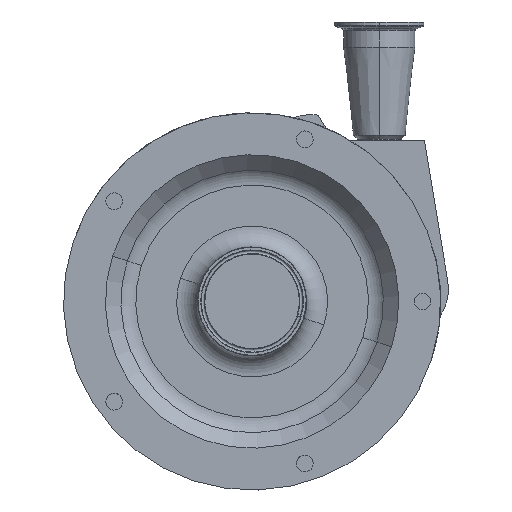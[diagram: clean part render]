
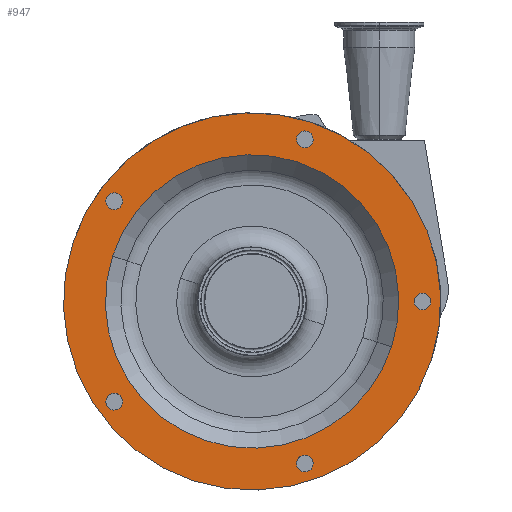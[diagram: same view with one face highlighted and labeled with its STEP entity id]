
A CAD part, top view. The second image highlights one B-rep face of the part: STEP entity #947.
In plain terms, the highlighted planar face has unit normal (0, 0, 1).
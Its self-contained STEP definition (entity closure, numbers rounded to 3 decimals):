
#65 = AXIS2_PLACEMENT_3D ( 'NONE', #16990, #15500, #10367 ) ;
#219 = CARTESIAN_POINT ( 'NONE',  ( -98.7, -71.71, 222. ) ) ;
#320 = VERTEX_POINT ( 'NONE', #13234 ) ;
#363 = EDGE_CURVE ( 'NONE', #7202, #9898, #13462, .T. ) ;
#556 = EDGE_LOOP ( 'NONE', ( #16678, #14650 ) ) ;
#664 = DIRECTION ( 'NONE',  ( -0.951, -0.309, 0. ) ) ;
#746 = FACE_BOUND ( 'NONE', #4496, .T. ) ;
#748 = DIRECTION ( 'NONE',  ( 0., 0., 1. ) ) ;
#793 = AXIS2_PLACEMENT_3D ( 'NONE', #4926, #15703, #15618 ) ;
#816 = AXIS2_PLACEMENT_3D ( 'NONE', #6179, #5936, #13791 ) ;
#947 = ADVANCED_FACE ( 'NONE', ( #8671, #6228, #13995, #6140, #12686, #746, #11545 ), #4940, .F. ) ;
#1166 = EDGE_CURVE ( 'NONE', #9898, #7202, #9869, .T. ) ;
#1288 = AXIS2_PLACEMENT_3D ( 'NONE', #7650, #12973, #16980 ) ;
#1306 = VERTEX_POINT ( 'NONE', #6647 ) ;
#1426 = EDGE_CURVE ( 'NONE', #1869, #15535, #9325, .T. ) ;
#1429 = AXIS2_PLACEMENT_3D ( 'NONE', #5257, #748, #664 ) ;
#1563 = CIRCLE ( 'NONE', #1288, 6. ) ;
#1803 = ORIENTED_EDGE ( 'NONE', *, *, #3362, .F. ) ;
#1869 = VERTEX_POINT ( 'NONE', #16274 ) ;
#1947 = DIRECTION ( 'NONE',  ( 0.951, -0.309, 0. ) ) ;
#2113 = CARTESIAN_POINT ( 'NONE',  ( 43.406, 114.175, 222. ) ) ;
#2179 = CIRCLE ( 'NONE', #793, 6. ) ;
#2214 = VERTEX_POINT ( 'NONE', #2113 ) ;
#2229 = EDGE_LOOP ( 'NONE', ( #6648, #1803 ) ) ;
#2361 = AXIS2_PLACEMENT_3D ( 'NONE', #14071, #3450, #12850 ) ;
#2521 = ORIENTED_EDGE ( 'NONE', *, *, #8554, .F. ) ;
#2617 = DIRECTION ( 'NONE',  ( 0., -1., 0. ) ) ;
#2890 = DIRECTION ( 'NONE',  ( 0., 0., 1. ) ) ;
#2917 = AXIS2_PLACEMENT_3D ( 'NONE', #3539, #8500, #8828 ) ;
#3067 = CIRCLE ( 'NONE', #5281, 6. ) ;
#3188 = CARTESIAN_POINT ( 'NONE',  ( 122., 6., 222. ) ) ;
#3362 = EDGE_CURVE ( 'NONE', #4338, #13733, #11953, .T. ) ;
#3450 = DIRECTION ( 'NONE',  ( 0., 0., 1. ) ) ;
#3518 = CARTESIAN_POINT ( 'NONE',  ( -98.7, 71.71, 222. ) ) ;
#3531 = EDGE_CURVE ( 'NONE', #15535, #1869, #8871, .T. ) ;
#3539 = CARTESIAN_POINT ( 'NONE',  ( 12.052, 37.091, 222. ) ) ;
#3728 = EDGE_CURVE ( 'NONE', #2214, #11977, #3067, .T. ) ;
#3793 = EDGE_LOOP ( 'NONE', ( #8035, #16921 ) ) ;
#4094 = CIRCLE ( 'NONE', #14926, 6. ) ;
#4102 = DIRECTION ( 'NONE',  ( 0., 0., 1. ) ) ;
#4321 = CARTESIAN_POINT ( 'NONE',  ( 0., 0., 222. ) ) ;
#4338 = VERTEX_POINT ( 'NONE', #14061 ) ;
#4496 = EDGE_LOOP ( 'NONE', ( #14983, #8653 ) ) ;
#4562 = CARTESIAN_POINT ( 'NONE',  ( 122., -6., 222. ) ) ;
#4631 = DIRECTION ( 'NONE',  ( 0., 0., 1. ) ) ;
#4905 = CARTESIAN_POINT ( 'NONE',  ( 0., 0., 222. ) ) ;
#4926 = CARTESIAN_POINT ( 'NONE',  ( 37.7, 116.029, 222. ) ) ;
#4940 = PLANE ( 'NONE',  #2917 ) ;
#5079 = DIRECTION ( 'NONE',  ( 0., 0., 1. ) ) ;
#5257 = CARTESIAN_POINT ( 'NONE',  ( 37.7, -116.029, 222. ) ) ;
#5281 = AXIS2_PLACEMENT_3D ( 'NONE', #9312, #2890, #15854 ) ;
#5478 = EDGE_LOOP ( 'NONE', ( #16266, #15547 ) ) ;
#5626 = CARTESIAN_POINT ( 'NONE',  ( -102.227, -66.856, 222. ) ) ;
#5816 = CARTESIAN_POINT ( 'NONE',  ( 99.861, -32.447, 222. ) ) ;
#5843 = ORIENTED_EDGE ( 'NONE', *, *, #13033, .F. ) ;
#5936 = DIRECTION ( 'NONE',  ( 0., 0., 1. ) ) ;
#6061 = EDGE_LOOP ( 'NONE', ( #12290, #11047 ) ) ;
#6140 = FACE_BOUND ( 'NONE', #3793, .T. ) ;
#6179 = CARTESIAN_POINT ( 'NONE',  ( -98.7, 71.71, 222. ) ) ;
#6228 = FACE_BOUND ( 'NONE', #5478, .T. ) ;
#6647 = CARTESIAN_POINT ( 'NONE',  ( 43.406, -114.175, 222. ) ) ;
#6648 = ORIENTED_EDGE ( 'NONE', *, *, #6969, .F. ) ;
#6855 = DIRECTION ( 'NONE',  ( -0.588, 0.809, 0. ) ) ;
#6952 = DIRECTION ( 'NONE',  ( -0.588, 0.809, 0. ) ) ;
#6969 = EDGE_CURVE ( 'NONE', #13733, #4338, #7027, .T. ) ;
#7027 = CIRCLE ( 'NONE', #15093, 6. ) ;
#7202 = VERTEX_POINT ( 'NONE', #4562 ) ;
#7228 = CARTESIAN_POINT ( 'NONE',  ( 0., 0., 222. ) ) ;
#7377 = EDGE_CURVE ( 'NONE', #15963, #15329, #17049, .T. ) ;
#7427 = CARTESIAN_POINT ( 'NONE',  ( -128.393, 41.717, 222. ) ) ;
#7650 = CARTESIAN_POINT ( 'NONE',  ( 37.7, -116.029, 222. ) ) ;
#8035 = ORIENTED_EDGE ( 'NONE', *, *, #8342, .F. ) ;
#8300 = DIRECTION ( 'NONE',  ( 0., 0., 1. ) ) ;
#8342 = EDGE_CURVE ( 'NONE', #12243, #320, #10042, .T. ) ;
#8405 = CIRCLE ( 'NONE', #10620, 135. ) ;
#8500 = DIRECTION ( 'NONE',  ( 0., 0., -1. ) ) ;
#8554 = EDGE_CURVE ( 'NONE', #13506, #1306, #10612, .T. ) ;
#8614 = EDGE_LOOP ( 'NONE', ( #2521, #5843 ) ) ;
#8653 = ORIENTED_EDGE ( 'NONE', *, *, #16035, .F. ) ;
#8671 = FACE_OUTER_BOUND ( 'NONE', #556, .T. ) ;
#8730 = DIRECTION ( 'NONE',  ( 0.588, 0.809, 0. ) ) ;
#8828 = DIRECTION ( 'NONE',  ( 0., -1., 0. ) ) ;
#8871 = CIRCLE ( 'NONE', #12507, 105. ) ;
#8892 = DIRECTION ( 'NONE',  ( 0., 0., 1. ) ) ;
#9163 = EDGE_CURVE ( 'NONE', #15329, #15963, #8405, .T. ) ;
#9312 = CARTESIAN_POINT ( 'NONE',  ( 37.7, 116.029, 222. ) ) ;
#9325 = CIRCLE ( 'NONE', #13799, 105. ) ;
#9561 = AXIS2_PLACEMENT_3D ( 'NONE', #14539, #4102, #2617 ) ;
#9731 = DIRECTION ( 'NONE',  ( 0., 0., 1. ) ) ;
#9869 = CIRCLE ( 'NONE', #2361, 6. ) ;
#9898 = VERTEX_POINT ( 'NONE', #3188 ) ;
#10008 = DIRECTION ( 'NONE',  ( 0.951, -0.309, 0. ) ) ;
#10042 = CIRCLE ( 'NONE', #11987, 6. ) ;
#10193 = DIRECTION ( 'NONE',  ( 0.951, -0.309, 0. ) ) ;
#10367 = DIRECTION ( 'NONE',  ( 0.951, -0.309, 0. ) ) ;
#10612 = CIRCLE ( 'NONE', #1429, 6. ) ;
#10620 = AXIS2_PLACEMENT_3D ( 'NONE', #7228, #4631, #10008 ) ;
#10857 = DIRECTION ( 'NONE',  ( 0., 0., 1. ) ) ;
#11047 = ORIENTED_EDGE ( 'NONE', *, *, #1426, .F. ) ;
#11545 = FACE_BOUND ( 'NONE', #6061, .T. ) ;
#11753 = CARTESIAN_POINT ( 'NONE',  ( 128.393, -41.717, 222. ) ) ;
#11953 = CIRCLE ( 'NONE', #816, 6. ) ;
#11977 = VERTEX_POINT ( 'NONE', #12779 ) ;
#11987 = AXIS2_PLACEMENT_3D ( 'NONE', #219, #10857, #6855 ) ;
#12243 = VERTEX_POINT ( 'NONE', #5626 ) ;
#12290 = ORIENTED_EDGE ( 'NONE', *, *, #3531, .F. ) ;
#12507 = AXIS2_PLACEMENT_3D ( 'NONE', #4905, #5079, #10193 ) ;
#12686 = FACE_BOUND ( 'NONE', #2229, .T. ) ;
#12779 = CARTESIAN_POINT ( 'NONE',  ( 31.994, 117.883, 222. ) ) ;
#12850 = DIRECTION ( 'NONE',  ( 0., -1., 0. ) ) ;
#12973 = DIRECTION ( 'NONE',  ( 0., 0., 1. ) ) ;
#13033 = EDGE_CURVE ( 'NONE', #1306, #13506, #1563, .T. ) ;
#13234 = CARTESIAN_POINT ( 'NONE',  ( -95.173, -76.564, 222. ) ) ;
#13312 = EDGE_CURVE ( 'NONE', #320, #12243, #4094, .T. ) ;
#13462 = CIRCLE ( 'NONE', #9561, 6. ) ;
#13506 = VERTEX_POINT ( 'NONE', #14402 ) ;
#13733 = VERTEX_POINT ( 'NONE', #14746 ) ;
#13791 = DIRECTION ( 'NONE',  ( 0.588, 0.809, 0. ) ) ;
#13799 = AXIS2_PLACEMENT_3D ( 'NONE', #4321, #8300, #1947 ) ;
#13995 = FACE_BOUND ( 'NONE', #8614, .T. ) ;
#14061 = CARTESIAN_POINT ( 'NONE',  ( -102.227, 66.856, 222. ) ) ;
#14071 = CARTESIAN_POINT ( 'NONE',  ( 122., 0., 222. ) ) ;
#14402 = CARTESIAN_POINT ( 'NONE',  ( 31.994, -117.883, 222. ) ) ;
#14539 = CARTESIAN_POINT ( 'NONE',  ( 122., 0., 222. ) ) ;
#14650 = ORIENTED_EDGE ( 'NONE', *, *, #7377, .T. ) ;
#14746 = CARTESIAN_POINT ( 'NONE',  ( -95.173, 76.564, 222. ) ) ;
#14926 = AXIS2_PLACEMENT_3D ( 'NONE', #16267, #9731, #6952 ) ;
#14983 = ORIENTED_EDGE ( 'NONE', *, *, #3728, .F. ) ;
#15093 = AXIS2_PLACEMENT_3D ( 'NONE', #3518, #8892, #8730 ) ;
#15329 = VERTEX_POINT ( 'NONE', #11753 ) ;
#15500 = DIRECTION ( 'NONE',  ( 0., 0., 1. ) ) ;
#15535 = VERTEX_POINT ( 'NONE', #5816 ) ;
#15547 = ORIENTED_EDGE ( 'NONE', *, *, #1166, .F. ) ;
#15618 = DIRECTION ( 'NONE',  ( 0.951, -0.309, 0. ) ) ;
#15703 = DIRECTION ( 'NONE',  ( 0., 0., 1. ) ) ;
#15854 = DIRECTION ( 'NONE',  ( 0.951, -0.309, 0. ) ) ;
#15963 = VERTEX_POINT ( 'NONE', #7427 ) ;
#16035 = EDGE_CURVE ( 'NONE', #11977, #2214, #2179, .T. ) ;
#16266 = ORIENTED_EDGE ( 'NONE', *, *, #363, .F. ) ;
#16267 = CARTESIAN_POINT ( 'NONE',  ( -98.7, -71.71, 222. ) ) ;
#16274 = CARTESIAN_POINT ( 'NONE',  ( -99.861, 32.447, 222. ) ) ;
#16678 = ORIENTED_EDGE ( 'NONE', *, *, #9163, .T. ) ;
#16921 = ORIENTED_EDGE ( 'NONE', *, *, #13312, .F. ) ;
#16980 = DIRECTION ( 'NONE',  ( -0.951, -0.309, 0. ) ) ;
#16990 = CARTESIAN_POINT ( 'NONE',  ( 0., 0., 222. ) ) ;
#17049 = CIRCLE ( 'NONE', #65, 135. ) ;
